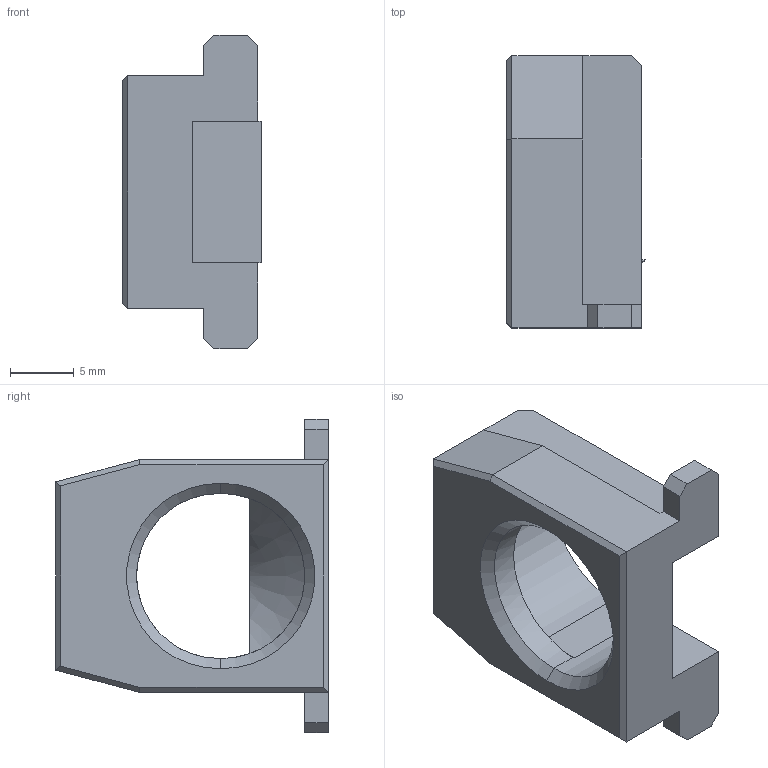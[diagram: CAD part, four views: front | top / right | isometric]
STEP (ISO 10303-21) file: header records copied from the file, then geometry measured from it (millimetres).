
FILE_DESCRIPTION(/* description */ (''),/* implementation_level */ '2;1');
FILE_NAME(/* name */ 'CATCH[2.0].step',/* time_stamp */ '2022-03-21T17:15:57-07:00',/* author */ (''),/* organization */ (''),/* preprocessor_version */ 'ST-DEVELOPER v18.1',/* originating_system */ 'Autodesk Translation Framework v10.13.0.1454',/* authorisation */ '');
FILE_SCHEMA (('AUTOMOTIVE_DESIGN { 1 0 10303 214 3 1 1 }'));
Length unit declared in the file: inch
Products named in the file (1): FusionComponent
Bounding box: 10.86 x 21.4 x 24.64 mm (x, y, z)
Volume: 2004.1 mm3; surface area: 1868.3 mm2
Topology: 1 solids, 1 shells, 47 faces, 122 edges, 77 vertices
Faces by surface type: plane 41, cone 3, cylinder 3
Entity records: 1457 total; most frequent: CARTESIAN_POINT 269, ORIENTED_EDGE 244, DIRECTION 228, EDGE_CURVE 122, LINE 104, VECTOR 104, VERTEX_POINT 77, AXIS2_PLACEMENT_3D 62
